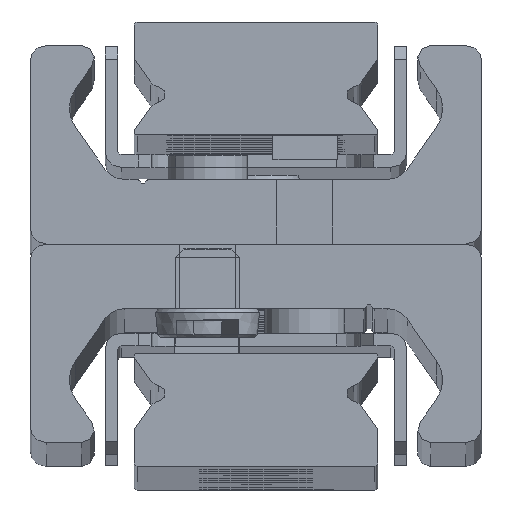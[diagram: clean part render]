
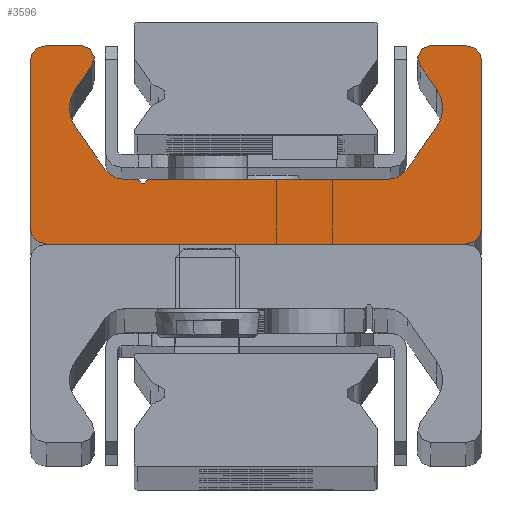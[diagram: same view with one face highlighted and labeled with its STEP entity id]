
A CAD part, top view. The second image highlights one B-rep face of the part: STEP entity #3596.
In plain terms, the highlighted planar face has unit normal (0, 0, 1).
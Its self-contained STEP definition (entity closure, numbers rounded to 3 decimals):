
#2618=CARTESIAN_POINT('',(7.0,0.0,850.0));
#2619=VERTEX_POINT('',#2618);
#2620=CARTESIAN_POINT('',(6.,1.0,850.0));
#2621=VERTEX_POINT('',#2620);
#2622=CARTESIAN_POINT('',(7.0,1.0,850.0));
#2623=DIRECTION('',(0.0,0.0,-1.0));
#2624=DIRECTION('',(-1.0,0.0,0.0));
#2625=AXIS2_PLACEMENT_3D('',#2622,#2623,#2624);
#2626=CIRCLE('',#2625,1.0);
#2627=EDGE_CURVE('',#2619,#2621,#2626,.T.);
#2660=CARTESIAN_POINT('',(6.,11.3,850.0));
#2661=VERTEX_POINT('',#2660);
#2662=CARTESIAN_POINT('',(6.,1.0,850.0));
#2663=DIRECTION('',(0.0,1.0,0.0));
#2664=VECTOR('',#2663,10.3);
#2665=LINE('',#2662,#2664);
#2666=EDGE_CURVE('',#2621,#2661,#2665,.T.);
#2691=CARTESIAN_POINT('',(7.0,12.3,850.0));
#2692=VERTEX_POINT('',#2691);
#2693=CARTESIAN_POINT('',(7.,11.3,850.0));
#2694=DIRECTION('',(0.0,0.0,-1.0));
#2695=DIRECTION('',(0.0,1.0,0.0));
#2696=AXIS2_PLACEMENT_3D('',#2693,#2694,#2695);
#2697=CIRCLE('',#2696,1.0);
#2698=EDGE_CURVE('',#2661,#2692,#2697,.T.);
#2724=CARTESIAN_POINT('',(9.17,12.3,850.0));
#2725=VERTEX_POINT('',#2724);
#2726=CARTESIAN_POINT('',(7.0,12.3,850.0));
#2727=DIRECTION('',(1.0,0.0,0.0));
#2728=VECTOR('',#2727,2.17);
#2729=LINE('',#2726,#2728);
#2730=EDGE_CURVE('',#2692,#2725,#2729,.T.);
#2755=CARTESIAN_POINT('',(9.826,11.041,850.0));
#2756=VERTEX_POINT('',#2755);
#2757=CARTESIAN_POINT('',(9.17,11.5,850.0));
#2758=DIRECTION('',(0.0,0.0,-1.));
#2759=DIRECTION('',(0.819,-0.574,0.0));
#2760=AXIS2_PLACEMENT_3D('',#2757,#2758,#2759);
#2761=CIRCLE('',#2760,0.8);
#2762=EDGE_CURVE('',#2725,#2756,#2761,.T.);
#2788=CARTESIAN_POINT('',(8.794,9.567,850.0));
#2789=VERTEX_POINT('',#2788);
#2790=CARTESIAN_POINT('',(9.826,11.041,850.0));
#2791=DIRECTION('',(-0.574,-0.819,0.0));
#2792=VECTOR('',#2791,1.799);
#2793=LINE('',#2790,#2792);
#2794=EDGE_CURVE('',#2756,#2789,#2793,.T.);
#2819=CARTESIAN_POINT('',(8.794,7.273,850.0));
#2820=VERTEX_POINT('',#2819);
#2821=CARTESIAN_POINT('',(10.432,8.42,850.0));
#2822=DIRECTION('',(0.0,0.0,1.0));
#2823=DIRECTION('',(0.819,-0.574,0.0));
#2824=AXIS2_PLACEMENT_3D('',#2821,#2822,#2823);
#2825=CIRCLE('',#2824,2.0);
#2826=EDGE_CURVE('',#2789,#2820,#2825,.T.);
#2852=CARTESIAN_POINT('',(10.637,4.64,850.0));
#2853=VERTEX_POINT('',#2852);
#2854=CARTESIAN_POINT('',(8.794,7.273,850.0));
#2855=DIRECTION('',(0.574,-0.819,0.0));
#2856=VECTOR('',#2855,3.215);
#2857=LINE('',#2854,#2856);
#2858=EDGE_CURVE('',#2820,#2853,#2857,.T.);
#2883=CARTESIAN_POINT('',(11.866,4.,850.0));
#2884=VERTEX_POINT('',#2883);
#2885=CARTESIAN_POINT('',(11.866,5.5,850.0));
#2886=DIRECTION('',(0.0,0.0,1.0));
#2887=DIRECTION('',(0.819,0.574,0.0));
#2888=AXIS2_PLACEMENT_3D('',#2885,#2886,#2887);
#2889=CIRCLE('',#2888,1.5);
#2890=EDGE_CURVE('',#2853,#2884,#2889,.T.);
#2916=CARTESIAN_POINT('',(12.665,4.,850.0));
#2917=VERTEX_POINT('',#2916);
#2918=CARTESIAN_POINT('',(11.866,4.,850.0));
#2919=DIRECTION('',(1.0,0.0,0.0));
#2920=VECTOR('',#2919,0.798);
#2921=LINE('',#2918,#2920);
#2922=EDGE_CURVE('',#2884,#2917,#2921,.T.);
#2947=CARTESIAN_POINT('',(12.76,3.929,850.0));
#2948=VERTEX_POINT('',#2947);
#2949=CARTESIAN_POINT('',(12.665,3.9,850.0));
#2950=DIRECTION('',(0.0,0.0,-1.0));
#2951=DIRECTION('',(0.958,0.286,0.0));
#2952=AXIS2_PLACEMENT_3D('',#2949,#2950,#2951);
#2953=CIRCLE('',#2952,0.1);
#2954=EDGE_CURVE('',#2917,#2948,#2953,.T.);
#2980=CARTESIAN_POINT('',(13.24,3.929,850.0));
#2981=VERTEX_POINT('',#2980);
#2982=CARTESIAN_POINT('',(13.,4.0,850.0));
#2983=DIRECTION('',(0.0,0.0,1.));
#2984=DIRECTION('',(0.958,0.286,0.0));
#2985=AXIS2_PLACEMENT_3D('',#2982,#2983,#2984);
#2986=CIRCLE('',#2985,0.25);
#2987=EDGE_CURVE('',#2948,#2981,#2986,.T.);
#3013=CARTESIAN_POINT('',(13.335,4.0,850.0));
#3014=VERTEX_POINT('',#3013);
#3015=CARTESIAN_POINT('',(13.335,3.9,850.0));
#3016=DIRECTION('',(0.0,0.0,-1.0));
#3017=DIRECTION('',(0.0,1.0,0.0));
#3018=AXIS2_PLACEMENT_3D('',#3015,#3016,#3017);
#3019=CIRCLE('',#3018,0.1);
#3020=EDGE_CURVE('',#2981,#3014,#3019,.T.);
#3046=CARTESIAN_POINT('',(28.134,4.0,850.0));
#3047=VERTEX_POINT('',#3046);
#3048=CARTESIAN_POINT('',(13.335,4.0,850.0));
#3049=DIRECTION('',(1.0,0.0,0.0));
#3050=VECTOR('',#3049,14.798);
#3051=LINE('',#3048,#3050);
#3052=EDGE_CURVE('',#3014,#3047,#3051,.T.);
#3152=CARTESIAN_POINT('',(29.363,4.64,850.0));
#3153=VERTEX_POINT('',#3152);
#3154=CARTESIAN_POINT('',(28.134,5.5,850.0));
#3155=DIRECTION('',(0.0,0.0,1.0));
#3156=DIRECTION('',(0.0,1.0,0.0));
#3157=AXIS2_PLACEMENT_3D('',#3154,#3155,#3156);
#3158=CIRCLE('',#3157,1.5);
#3159=EDGE_CURVE('',#3047,#3153,#3158,.T.);
#3185=CARTESIAN_POINT('',(31.206,7.273,850.0));
#3186=VERTEX_POINT('',#3185);
#3187=CARTESIAN_POINT('',(29.363,4.64,850.0));
#3188=DIRECTION('',(0.574,0.819,0.0));
#3189=VECTOR('',#3188,3.215);
#3190=LINE('',#3187,#3189);
#3191=EDGE_CURVE('',#3153,#3186,#3190,.T.);
#3216=CARTESIAN_POINT('',(31.206,9.567,850.0));
#3217=VERTEX_POINT('',#3216);
#3218=CARTESIAN_POINT('',(29.568,8.42,850.0));
#3219=DIRECTION('',(0.0,0.0,1.));
#3220=DIRECTION('',(-0.819,0.574,0.0));
#3221=AXIS2_PLACEMENT_3D('',#3218,#3219,#3220);
#3222=CIRCLE('',#3221,2.0);
#3223=EDGE_CURVE('',#3186,#3217,#3222,.T.);
#3249=CARTESIAN_POINT('',(30.174,11.041,850.0));
#3250=VERTEX_POINT('',#3249);
#3251=CARTESIAN_POINT('',(31.206,9.567,850.0));
#3252=DIRECTION('',(-0.574,0.819,0.0));
#3253=VECTOR('',#3252,1.799);
#3254=LINE('',#3251,#3253);
#3255=EDGE_CURVE('',#3217,#3250,#3254,.T.);
#3280=CARTESIAN_POINT('',(30.83,12.3,850.0));
#3281=VERTEX_POINT('',#3280);
#3282=CARTESIAN_POINT('',(30.83,11.5,850.0));
#3283=DIRECTION('',(0.0,0.0,-1.0));
#3284=DIRECTION('',(0.0,1.0,0.0));
#3285=AXIS2_PLACEMENT_3D('',#3282,#3283,#3284);
#3286=CIRCLE('',#3285,0.8);
#3287=EDGE_CURVE('',#3250,#3281,#3286,.T.);
#3313=CARTESIAN_POINT('',(33.0,12.3,850.0));
#3314=VERTEX_POINT('',#3313);
#3315=CARTESIAN_POINT('',(30.83,12.3,850.0));
#3316=DIRECTION('',(1.0,0.0,0.0));
#3317=VECTOR('',#3316,2.17);
#3318=LINE('',#3315,#3317);
#3319=EDGE_CURVE('',#3281,#3314,#3318,.T.);
#3344=CARTESIAN_POINT('',(34.0,11.3,850.0));
#3345=VERTEX_POINT('',#3344);
#3346=CARTESIAN_POINT('',(33.0,11.3,850.0));
#3347=DIRECTION('',(0.0,0.0,-1.0));
#3348=DIRECTION('',(1.0,0.0,0.0));
#3349=AXIS2_PLACEMENT_3D('',#3346,#3347,#3348);
#3350=CIRCLE('',#3349,1.0);
#3351=EDGE_CURVE('',#3314,#3345,#3350,.T.);
#3377=CARTESIAN_POINT('',(34.0,1.0,850.0));
#3378=VERTEX_POINT('',#3377);
#3379=CARTESIAN_POINT('',(34.0,11.3,850.0));
#3380=DIRECTION('',(0.0,-1.0,0.0));
#3381=VECTOR('',#3380,10.3);
#3382=LINE('',#3379,#3381);
#3383=EDGE_CURVE('',#3345,#3378,#3382,.T.);
#3408=CARTESIAN_POINT('',(33.0,0.0,850.0));
#3409=VERTEX_POINT('',#3408);
#3410=CARTESIAN_POINT('',(33.0,1.0,850.0));
#3411=DIRECTION('',(0.0,0.0,-1.0));
#3412=DIRECTION('',(0.0,-1.0,0.0));
#3413=AXIS2_PLACEMENT_3D('',#3410,#3411,#3412);
#3414=CIRCLE('',#3413,1.0);
#3415=EDGE_CURVE('',#3378,#3409,#3414,.T.);
#3441=CARTESIAN_POINT('',(33.0,0.0,850.0));
#3442=DIRECTION('',(-1.0,0.0,0.0));
#3443=VECTOR('',#3442,26.0);
#3444=LINE('',#3441,#3443);
#3445=EDGE_CURVE('',#3409,#2619,#3444,.T.);
#3565=CARTESIAN_POINT('',(19.983,4.783,850.0));
#3566=DIRECTION('',(0.0,0.0,1.0));
#3567=DIRECTION('',(1.0,0.0,0.0));
#3568=AXIS2_PLACEMENT_3D('',#3565,#3566,#3567);
#3569=PLANE('',#3568);
#3570=ORIENTED_EDGE('',*,*,#2627,.F.);
#3571=ORIENTED_EDGE('',*,*,#3445,.F.);
#3572=ORIENTED_EDGE('',*,*,#3415,.F.);
#3573=ORIENTED_EDGE('',*,*,#3383,.F.);
#3574=ORIENTED_EDGE('',*,*,#3351,.F.);
#3575=ORIENTED_EDGE('',*,*,#3319,.F.);
#3576=ORIENTED_EDGE('',*,*,#3287,.F.);
#3577=ORIENTED_EDGE('',*,*,#3255,.F.);
#3578=ORIENTED_EDGE('',*,*,#3223,.F.);
#3579=ORIENTED_EDGE('',*,*,#3191,.F.);
#3580=ORIENTED_EDGE('',*,*,#3159,.F.);
#3581=ORIENTED_EDGE('',*,*,#3052,.F.);
#3582=ORIENTED_EDGE('',*,*,#3020,.F.);
#3583=ORIENTED_EDGE('',*,*,#2987,.F.);
#3584=ORIENTED_EDGE('',*,*,#2954,.F.);
#3585=ORIENTED_EDGE('',*,*,#2922,.F.);
#3586=ORIENTED_EDGE('',*,*,#2890,.F.);
#3587=ORIENTED_EDGE('',*,*,#2858,.F.);
#3588=ORIENTED_EDGE('',*,*,#2826,.F.);
#3589=ORIENTED_EDGE('',*,*,#2794,.F.);
#3590=ORIENTED_EDGE('',*,*,#2762,.F.);
#3591=ORIENTED_EDGE('',*,*,#2730,.F.);
#3592=ORIENTED_EDGE('',*,*,#2698,.F.);
#3593=ORIENTED_EDGE('',*,*,#2666,.F.);
#3594=EDGE_LOOP('',(#3570,#3571,#3572,#3573,#3574,#3575,#3576,#3577,#3578,#3579,#3580,#3581,#3582,#3583,#3584,#3585,#3586,#3587,#3588,#3589,#3590,#3591,#3592,#3593));
#3595=FACE_OUTER_BOUND('',#3594,.T.);
#3596=ADVANCED_FACE('',(#3595),#3569,.T.);
